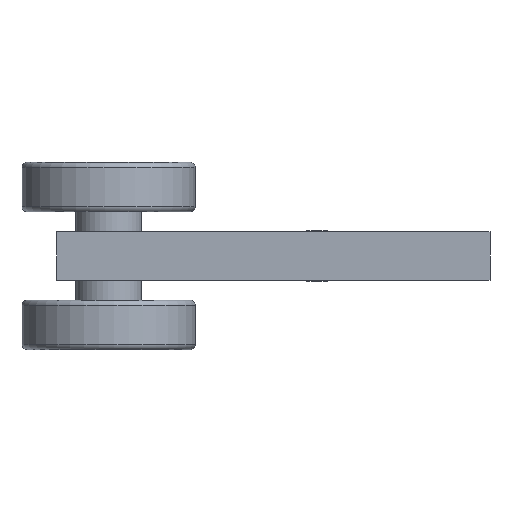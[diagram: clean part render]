
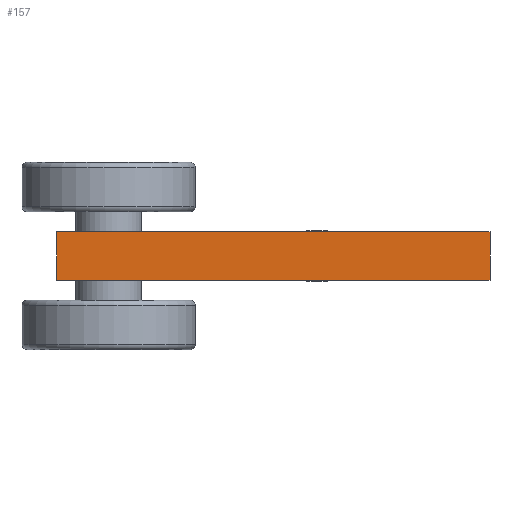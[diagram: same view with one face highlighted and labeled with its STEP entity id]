
A CAD part, left-side view. The second image highlights one B-rep face of the part: STEP entity #157.
In plain terms, the highlighted planar face has unit normal (-1, 0, 0).
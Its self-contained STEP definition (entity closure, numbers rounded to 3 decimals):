
#157=ADVANCED_FACE('',(#3407),#3409,.T.);
#3407=FACE_BOUND('',#3408,.T.);
#3408=EDGE_LOOP('',(#6219,#6220,#6221,#6222));
#3409=PLANE('',#3410);
#3410=AXIS2_PLACEMENT_3D('',#3411,#3412,#3413);
#3411=CARTESIAN_POINT('',(-117.,125.,-7.));
#3412=DIRECTION('',(-1.,0.,0.));
#3413=DIRECTION('',(0.,-1.,0.));
#6219=ORIENTED_EDGE('',*,*,#7723,.F.);
#6220=ORIENTED_EDGE('',*,*,#7843,.T.);
#6221=ORIENTED_EDGE('',*,*,#7844,.F.);
#6222=ORIENTED_EDGE('',*,*,#7837,.F.);
#7723=EDGE_CURVE('',#8549,#8544,#8551,.T.);
#7837=EDGE_CURVE('',#8544,#8778,#8779,.T.);
#7843=EDGE_CURVE('',#8549,#8786,#8788,.T.);
#7844=EDGE_CURVE('',#8778,#8786,#8789,.T.);
#8544=VERTEX_POINT('',#9966);
#8549=VERTEX_POINT('',#9975);
#8551=LINE('',#9979,#9980);
#8778=VERTEX_POINT('',#10493);
#8779=LINE('',#10494,#10495);
#8786=VERTEX_POINT('',#10511);
#8788=LINE('',#10515,#10516);
#8789=LINE('',#10518,#10519);
#9966=CARTESIAN_POINT('',(-117.,-125.,7.));
#9975=CARTESIAN_POINT('',(-117.,125.,7.));
#9979=CARTESIAN_POINT('',(-117.,125.,7.));
#9980=VECTOR('',#9981,1.);
#9981=DIRECTION('',(0.,-1.,0.));
#10493=CARTESIAN_POINT('',(-117.,-125.,-21.));
#10494=CARTESIAN_POINT('',(-117.,-125.,7.));
#10495=VECTOR('',#10496,1.);
#10496=DIRECTION('',(0.,0.,-1.));
#10511=CARTESIAN_POINT('',(-117.,125.,-21.));
#10515=CARTESIAN_POINT('',(-117.,125.,7.));
#10516=VECTOR('',#10517,1.);
#10517=DIRECTION('',(0.,0.,-1.));
#10518=CARTESIAN_POINT('',(-117.,-125.,-21.));
#10519=VECTOR('',#10520,1.);
#10520=DIRECTION('',(0.,1.,0.));
